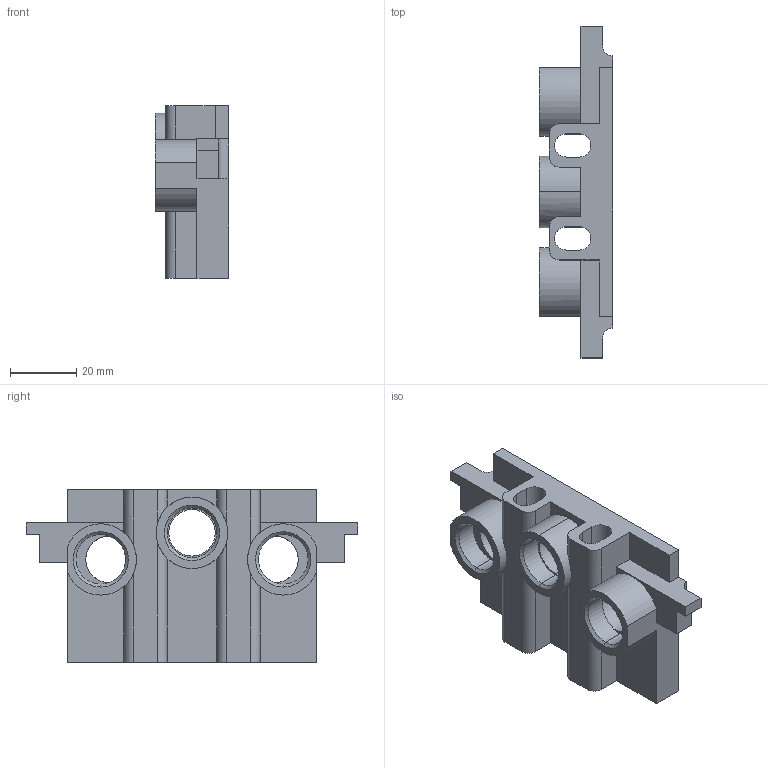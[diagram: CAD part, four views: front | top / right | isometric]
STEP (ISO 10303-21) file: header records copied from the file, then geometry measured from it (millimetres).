
FILE_DESCRIPTION (( 'STEP AP203' ), '1' );
FILE_NAME ('HM-1N.step', '2022-04-19T17:44:27', ( '' ), ( '' ), 'SwSTEP 2.0', 'SolidWorks 2021', '' );
FILE_SCHEMA (( 'CONFIG_CONTROL_DESIGN' ));
Length unit declared in the file: millimetre
Products named in the file (1): HM-1N
Bounding box: 22 x 100 x 52 mm (x, y, z)
Volume: 42844.2 mm3; surface area: 19637.4 mm2
Topology: 1 solids, 1 shells, 94 faces, 254 edges, 166 vertices
Faces by surface type: plane 52, cylinder 36, cone 6
Entity records: 3177 total; most frequent: CARTESIAN_POINT 647, DIRECTION 522, ORIENTED_EDGE 508, EDGE_CURVE 254, AXIS2_PLACEMENT_3D 181, VERTEX_POINT 166, LINE 160, VECTOR 160
